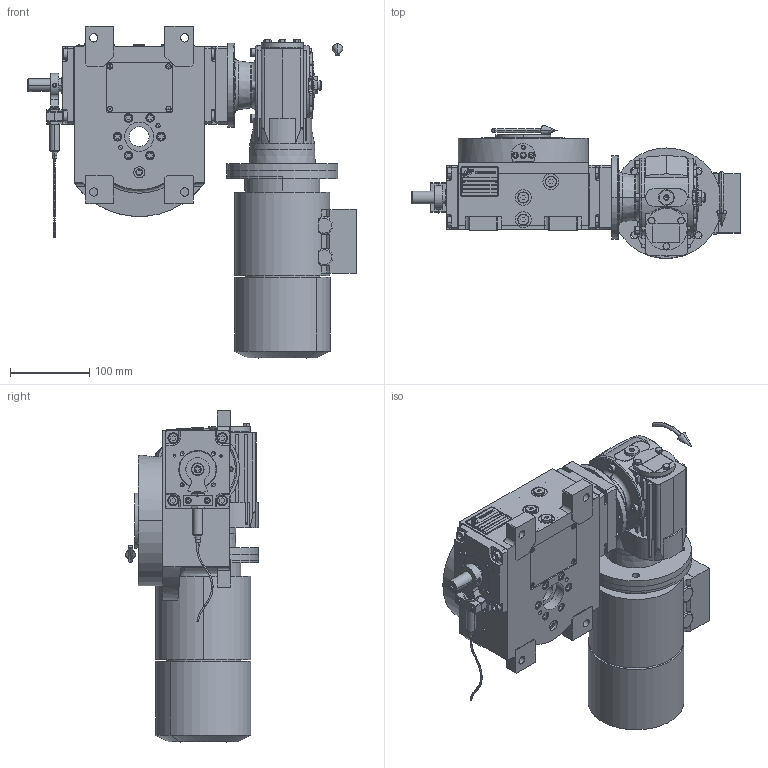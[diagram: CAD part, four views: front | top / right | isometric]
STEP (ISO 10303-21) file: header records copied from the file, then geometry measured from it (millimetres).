
FILE_DESCRIPTION (( 'STEP AP203' ), '1' );
FILE_NAME ('PC5102016.step', '2026-03-26T09:05:01', ( '' ), ( '' ), 'SwSTEP 2.0', 'SolidWorks 2020', '' );
FILE_SCHEMA (( 'CONFIG_CONTROL_DESIGN' ));
Length unit declared in the file: millimetre
Products named in the file (90): 900_38_30_003; cfn2000_01_151; cfn2000_01_129; AS_rig04_014_s_001; RIG04_005_ASM.stp; 900_38_11_019; AS_rig04_071_8_m; RIG06_021_AF0.stp; cfn2070_05_001; rig04_014_s_001; cfn2155_01_055; rig04_004_s_001; cfn2401_01_003; CFN2203_02_001.stp; cfn2155_01_038; cfn2000_01_147; freccia_angolare; cfn2128_05_006; rig04_071_8_m.stp; rig04_007_master; cfn2003_01_063; RIG04_005_AF0.stp; rig04_004_s_002; cfn2010_01_015.prt; olio_agip_blasia_150; rig04_002_bl_004; rig04_015; AS_rig04_004_s_002; CFN2223_01-390X6-B.stp; cfn2155_01_186; cfn2115_02_213; CFN2000_01_185.stp; BM63B5; AS_cfn2476_01_001_48x38; cfn2077_01_018; rig04_004; cfn2476_01_001_48x38; cfn2400_04_003; AS_rig04_015; cfn2128_04_011 ...
Assembly tree (83 placements, depth 5):
  CFN2203_02_001.stp
  rig04_007_master
  olio_agip_blasia_150
  CFN2223_01-390X6-B.stp
  cfn2115_02_213
Bounding box: 415.5 x 168.5 x 419.99 mm (x, y, z)
Volume: 5546882.9 mm3; surface area: 755350.5 mm2
Topology: 85 solids, 94 shells, 3350 faces, 8235 edges, 5279 vertices
Faces by surface type: plane 1629, cylinder 1092, cone 529, torus 91, sphere 6, bspline 3
Entity records: 111344 total; most frequent: CARTESIAN_POINT 24224, DIRECTION 16600, ORIENTED_EDGE 15752, EDGE_CURVE 7878, AXIS2_PLACEMENT_3D 5985, VERTEX_POINT 5110, VECTOR 4630, LINE 4630
